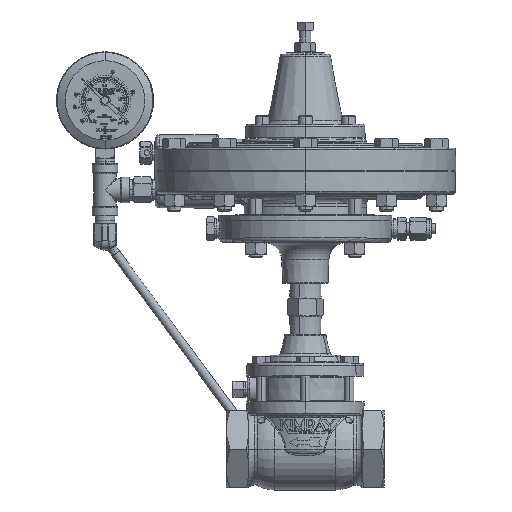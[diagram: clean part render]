
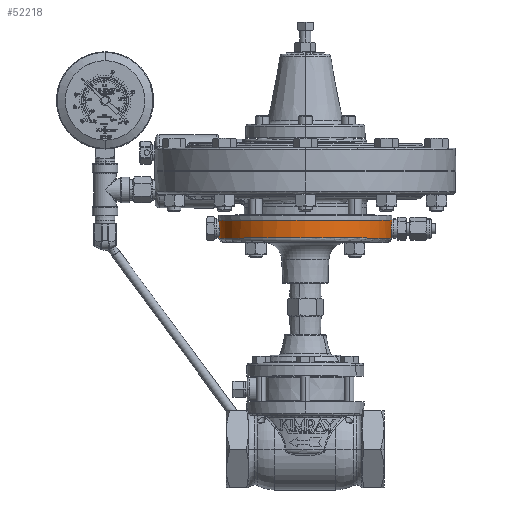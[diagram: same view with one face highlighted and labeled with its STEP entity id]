
A CAD part, top view. The second image highlights one B-rep face of the part: STEP entity #52218.
In plain terms, the highlighted conical face has half-angle 2 degrees and reference radius 60.325 mm.
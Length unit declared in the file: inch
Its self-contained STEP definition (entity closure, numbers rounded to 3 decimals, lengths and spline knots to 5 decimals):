
#3437 = CARTESIAN_POINT ( 'NONE',  ( -2.38378, 6.26727, 0.20847 ) ) ;
#8787 = CARTESIAN_POINT ( 'NONE',  ( 2.37957, 6.19735, 0.24933 ) ) ;
#12257 = CARTESIAN_POINT ( 'NONE',  ( -2.37562, 5.86579, 0.12589 ) ) ;
#13785 = CARTESIAN_POINT ( 'NONE',  ( 0.0011, 6.32699, -0.00191 ) ) ;
#13858 = EDGE_CURVE ( 'NONE', #119863, #51530, #56934, .T. ) ;
#15663 = CARTESIAN_POINT ( 'NONE',  ( 2.37275, 6.00531, 0.25024 ) ) ;
#18951 = DIRECTION ( 'NONE',  ( -1., 0., 0. ) ) ;
#28403 = CARTESIAN_POINT ( 'NONE',  ( 2.38887, 6.29461, 0.18545 ) ) ;
#28554 = CARTESIAN_POINT ( 'NONE',  ( -2.37301, 6.12377, 0.26548 ) ) ;
#29119 = CARTESIAN_POINT ( 'NONE',  ( -2.37223, 6.10125, 0.26545 ) ) ;
#34566 = CARTESIAN_POINT ( 'NONE',  ( -2.37465, 5.88182, 0.15173 ) ) ;
#38829 = CIRCLE ( 'NONE', #194542, 2.37921 ) ;
#41398 = CARTESIAN_POINT ( 'NONE',  ( 0.0011, 5.83989, -0.00191 ) ) ;
#51530 = VERTEX_POINT ( 'NONE', #203553 ) ;
#52218 = ADVANCED_FACE ( 'NONE', ( #208453 ), #172829, .T. ) ;
#52274 = CARTESIAN_POINT ( 'NONE',  ( 2.39285, 6.32699, 0.14444 ) ) ;
#52779 = CARTESIAN_POINT ( 'NONE',  ( -2.37184, 5.94541, 0.21585 ) ) ;
#53420 = CARTESIAN_POINT ( 'NONE',  ( 2.39285, 6.32699, 0.14444 ) ) ;
#54129 = CARTESIAN_POINT ( 'NONE',  ( -2.37718, 5.84315, 0.07011 ) ) ;
#54769 = CARTESIAN_POINT ( 'NONE',  ( 2.37273, 6.03005, 0.2583 ) ) ;
#56934 = B_SPLINE_CURVE_WITH_KNOTS ( 'NONE', 3,
 ( #53420, #216553, #89857, #28403, #114771, #113415, #199726, #198377, #156620, #8787, #263850, #73030, #157995, #248458, #247096, #272059, #267960, #54769, #15663, #79848, #98065, #205277, #142523, #77086, #75742, #141124, #249850, #251213, #162171, #96691 ),
 .UNSPECIFIED., .F., .F.,
 ( 4, 2, 2, 2, 2, 2, 2, 2, 2, 2, 2, 2, 2, 2, 4 ),
 ( 0.01979, 0.02078, 0.02178, 0.02277, 0.02376, 0.02475, 0.02574, 0.02673, 0.02772, 0.02971, 0.03169, 0.03268, 0.03367, 0.03466, 0.03565 ),
 .UNSPECIFIED. ) ;
#64224 = CARTESIAN_POINT ( 'NONE',  ( -2.37223, 6.10125, 0.26545 ) ) ;
#67755 = EDGE_CURVE ( 'NONE', #106770, #274241, #244695, .T. ) ;
#69076 = CARTESIAN_POINT ( 'NONE',  ( -2.37411, 6.14587, 0.26271 ) ) ;
#73030 = CARTESIAN_POINT ( 'NONE',  ( 2.37704, 6.15992, 0.26054 ) ) ;
#73075 = ORIENTED_EDGE ( 'NONE', *, *, #67755, .F. ) ;
#73699 = CARTESIAN_POINT ( 'NONE',  ( -2.37742, 5.83989, 0.05525 ) ) ;
#75742 = CARTESIAN_POINT ( 'NONE',  ( 2.3771, 5.87546, 0.14417 ) ) ;
#77086 = CARTESIAN_POINT ( 'NONE',  ( 2.37666, 5.8828, 0.15491 ) ) ;
#79064 = ORIENTED_EDGE ( 'NONE', *, *, #154552, .T. ) ;
#79848 = CARTESIAN_POINT ( 'NONE',  ( 2.37347, 5.95812, 0.22679 ) ) ;
#83299 = DIRECTION ( 'NONE',  ( -1., 0., 0. ) ) ;
#89857 = CARTESIAN_POINT ( 'NONE',  ( 2.39094, 6.31194, 0.16582 ) ) ;
#89983 = CARTESIAN_POINT ( 'NONE',  ( -2.37849, 6.21, 0.24282 ) ) ;
#91896 = CARTESIAN_POINT ( 'NONE',  ( -2.37081, 5.99802, 0.24513 ) ) ;
#96691 = CARTESIAN_POINT ( 'NONE',  ( 2.3795, 5.83989, 0.06033 ) ) ;
#98065 = CARTESIAN_POINT ( 'NONE',  ( 2.37415, 5.93668, 0.21189 ) ) ;
#106770 = VERTEX_POINT ( 'NONE', #169005 ) ;
#112175 = CARTESIAN_POINT ( 'NONE',  ( -2.38471, 6.27599, 0.20133 ) ) ;
#113415 = CARTESIAN_POINT ( 'NONE',  ( 2.38568, 6.26552, 0.2113 ) ) ;
#114771 = CARTESIAN_POINT ( 'NONE',  ( 2.38781, 6.28532, 0.19454 ) ) ;
#115039 = ORIENTED_EDGE ( 'NONE', *, *, #204848, .T. ) ;
#118257 = CARTESIAN_POINT ( 'NONE',  ( -2.37268, 5.92171, 0.1968 ) ) ;
#119863 = VERTEX_POINT ( 'NONE', #52274 ) ;
#119991 = ORIENTED_EDGE ( 'NONE', *, *, #13858, .F. ) ;
#127674 = DIRECTION ( 'NONE',  ( 0., -1., 0. ) ) ;
#132845 = AXIS2_PLACEMENT_3D ( 'NONE', #187464, #275204, #153909 ) ;
#138367 = B_SPLINE_CURVE_WITH_KNOTS ( 'NONE', 3,
 ( #170723, #28554, #69076, #152605, #194370, #89983, #197144, #219425, #213964, #3437, #112175, #174834, #234841, #255784 ),
 .UNSPECIFIED., .F., .F.,
 ( 4, 2, 2, 2, 2, 2, 4 ),
 ( 0.01608, 0.01778, 0.01863, 0.01948, 0.02033, 0.02118, 0.02288 ),
 .UNSPECIFIED. ) ;
#141124 = CARTESIAN_POINT ( 'NONE',  ( 2.37792, 5.86236, 0.12164 ) ) ;
#142523 = CARTESIAN_POINT ( 'NONE',  ( 2.3758, 5.89903, 0.17532 ) ) ;
#148525 = AXIS2_PLACEMENT_3D ( 'NONE', #13785, #127674, #18951 ) ;
#148679 = DIRECTION ( 'NONE',  ( 0., 1., 0. ) ) ;
#152605 = CARTESIAN_POINT ( 'NONE',  ( -2.37615, 6.17839, 0.25446 ) ) ;
#153909 = DIRECTION ( 'NONE',  ( 1., 0., 0. ) ) ;
#154552 = EDGE_CURVE ( 'NONE', #119863, #252054, #206443, .T. ) ;
#156620 = CARTESIAN_POINT ( 'NONE',  ( 2.38148, 6.22114, 0.23894 ) ) ;
#157323 = CARTESIAN_POINT ( 'NONE',  ( -2.37084, 6.04129, 0.25902 ) ) ;
#157995 = CARTESIAN_POINT ( 'NONE',  ( 2.3763, 6.14692, 0.26309 ) ) ;
#158710 = CARTESIAN_POINT ( 'NONE',  ( -2.37131, 6.07092, 0.26412 ) ) ;
#162171 = CARTESIAN_POINT ( 'NONE',  ( 2.37927, 5.84291, 0.07299 ) ) ;
#169005 = CARTESIAN_POINT ( 'NONE',  ( -2.37742, 5.83989, 0.05525 ) ) ;
#170723 = CARTESIAN_POINT ( 'NONE',  ( -2.37223, 6.10125, 0.26545 ) ) ;
#172829 = CONICAL_SURFACE ( 'NONE', #132845, 2.375, 0.035 ) ;
#174834 = CARTESIAN_POINT ( 'NONE',  ( -2.38743, 6.30045, 0.17859 ) ) ;
#180948 = CARTESIAN_POINT ( 'NONE',  ( -2.37074, 6.0267, 0.25524 ) ) ;
#182306 = CARTESIAN_POINT ( 'NONE',  ( -2.37097, 5.98418, 0.23888 ) ) ;
#185189 = ORIENTED_EDGE ( 'NONE', *, *, #252962, .F. ) ;
#187464 = CARTESIAN_POINT ( 'NONE',  ( 0.0011, 5.71925, -0.00191 ) ) ;
#194370 = CARTESIAN_POINT ( 'NONE',  ( -2.3769, 6.18919, 0.25099 ) ) ;
#194542 = AXIS2_PLACEMENT_3D ( 'NONE', #41398, #148679, #83299 ) ;
#197144 = CARTESIAN_POINT ( 'NONE',  ( -2.37932, 6.22009, 0.23812 ) ) ;
#198377 = CARTESIAN_POINT ( 'NONE',  ( 2.3825, 6.23275, 0.23284 ) ) ;
#199726 = CARTESIAN_POINT ( 'NONE',  ( 2.38461, 6.25502, 0.21897 ) ) ;
#203553 = CARTESIAN_POINT ( 'NONE',  ( 2.3795, 5.83989, 0.06033 ) ) ;
#204600 = CARTESIAN_POINT ( 'NONE',  ( -2.37149, 5.95791, 0.22425 ) ) ;
#204848 = EDGE_CURVE ( 'NONE', #106770, #51530, #38829, .T. ) ;
#205277 = CARTESIAN_POINT ( 'NONE',  ( 2.37536, 5.90802, 0.18506 ) ) ;
#206443 = CIRCLE ( 'NONE', #148525, 2.39622 ) ;
#208453 = FACE_OUTER_BOUND ( 'NONE', #244444, .T. ) ;
#213964 = CARTESIAN_POINT ( 'NONE',  ( -2.38195, 6.24905, 0.22157 ) ) ;
#216553 = CARTESIAN_POINT ( 'NONE',  ( 2.39194, 6.3199, 0.15533 ) ) ;
#219425 = CARTESIAN_POINT ( 'NONE',  ( -2.38105, 6.23961, 0.22749 ) ) ;
#221335 = CARTESIAN_POINT ( 'NONE',  ( -2.37685, 5.84762, 0.0845 ) ) ;
#234841 = CARTESIAN_POINT ( 'NONE',  ( -2.38919, 6.31481, 0.16148 ) ) ;
#242295 = CARTESIAN_POINT ( 'NONE',  ( -2.37316, 5.91074, 0.18632 ) ) ;
#243677 = CARTESIAN_POINT ( 'NONE',  ( -2.37607, 5.85893, 0.11236 ) ) ;
#244444 = EDGE_LOOP ( 'NONE', ( #73075, #115039, #119991, #79064, #185189 ) ) ;
#244695 = B_SPLINE_CURVE_WITH_KNOTS ( 'NONE', 3,
 ( #73699, #54129, #221335, #243677, #12257, #34566, #263186, #242295, #118257, #52779, #204600, #182306, #91896, #180948, #157323, #158710, #245083, #29119 ),
 .UNSPECIFIED., .F., .F.,
 ( 4, 2, 2, 2, 2, 2, 2, 2, 4 ),
 ( 0.00692, 0.00806, 0.00921, 0.01035, 0.0115, 0.01265, 0.01379, 0.01494, 0.01608 ),
 .UNSPECIFIED. ) ;
#245083 = CARTESIAN_POINT ( 'NONE',  ( -2.37169, 6.08606, 0.26543 ) ) ;
#247096 = CARTESIAN_POINT ( 'NONE',  ( 2.37451, 6.10805, 0.26686 ) ) ;
#248458 = CARTESIAN_POINT ( 'NONE',  ( 2.37504, 6.12103, 0.26623 ) ) ;
#249850 = CARTESIAN_POINT ( 'NONE',  ( 2.37831, 5.85656, 0.10973 ) ) ;
#251213 = CARTESIAN_POINT ( 'NONE',  ( 2.37899, 5.84684, 0.0854 ) ) ;
#252054 = VERTEX_POINT ( 'NONE', #275636 ) ;
#252962 = EDGE_CURVE ( 'NONE', #274241, #252054, #138367, .T. ) ;
#255784 = CARTESIAN_POINT ( 'NONE',  ( -2.39076, 6.32699, 0.14255 ) ) ;
#263186 = CARTESIAN_POINT ( 'NONE',  ( -2.37414, 5.89082, 0.1638 ) ) ;
#263850 = CARTESIAN_POINT ( 'NONE',  ( 2.37868, 6.18511, 0.25365 ) ) ;
#267960 = CARTESIAN_POINT ( 'NONE',  ( 2.37335, 6.06885, 0.26496 ) ) ;
#272059 = CARTESIAN_POINT ( 'NONE',  ( 2.37367, 6.08201, 0.26623 ) ) ;
#274241 = VERTEX_POINT ( 'NONE', #64224 ) ;
#275204 = DIRECTION ( 'NONE',  ( 0., 1., 0. ) ) ;
#275636 = CARTESIAN_POINT ( 'NONE',  ( -2.39076, 6.32699, 0.14255 ) ) ;
